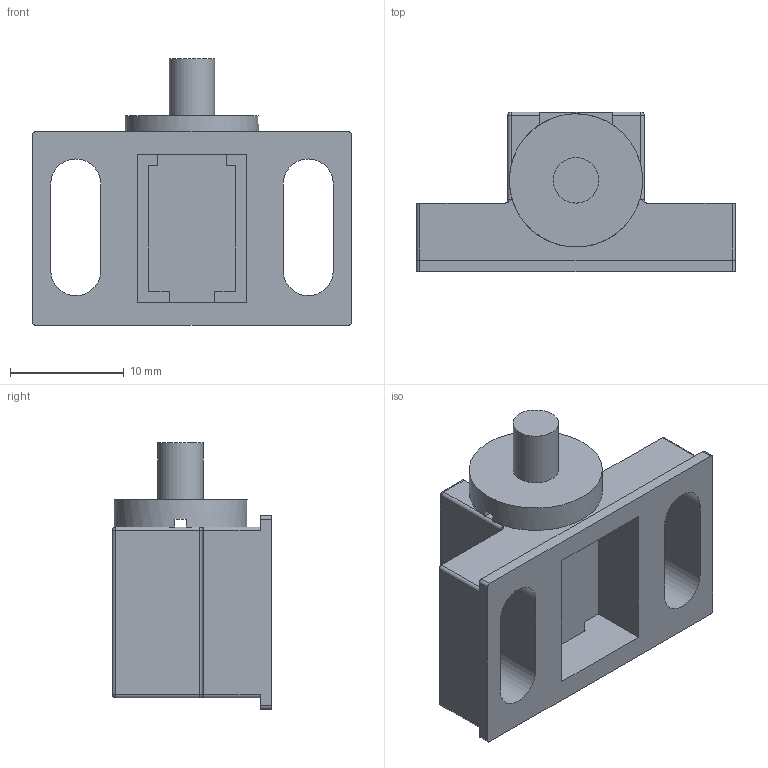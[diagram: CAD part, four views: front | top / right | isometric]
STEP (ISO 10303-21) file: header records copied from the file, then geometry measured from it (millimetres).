
FILE_DESCRIPTION((''),'2;1');
FILE_NAME('AR3818.stp','2018-04-20T13:58:11',('Envy'),(''),'Autodesk Inventor 2013','Autodesk Inventor 2013','');
FILE_SCHEMA(('AUTOMOTIVE_DESIGN { 1 0 10303 214 1 1 1 1 }'));
Length unit declared in the file: millimetre
Products named in the file (4): AR3818; AR3818 I; AR3818 II; AR3818 III
Assembly tree (3 placements, depth 2):
  AR3818
    AR3818 I
    AR3818 II
    AR3818 III
Bounding box: 28 x 14 x 23.4 mm (x, y, z)
Volume: 2862.4 mm3; surface area: 3389.9 mm2
Topology: 3 solids, 3 shells, 94 faces, 250 edges, 160 vertices
Faces by surface type: plane 60, cylinder 26, torus 4, sphere 4
Full cylindrical faces by diameter (mm): 4 x1, 11.7 x1
Entity records: 3028 total; most frequent: CARTESIAN_POINT 527, DIRECTION 504, ORIENTED_EDGE 494, EDGE_CURVE 247, VECTOR 184, LINE 184, AXIS2_PLACEMENT_3D 160, VERTEX_POINT 159
